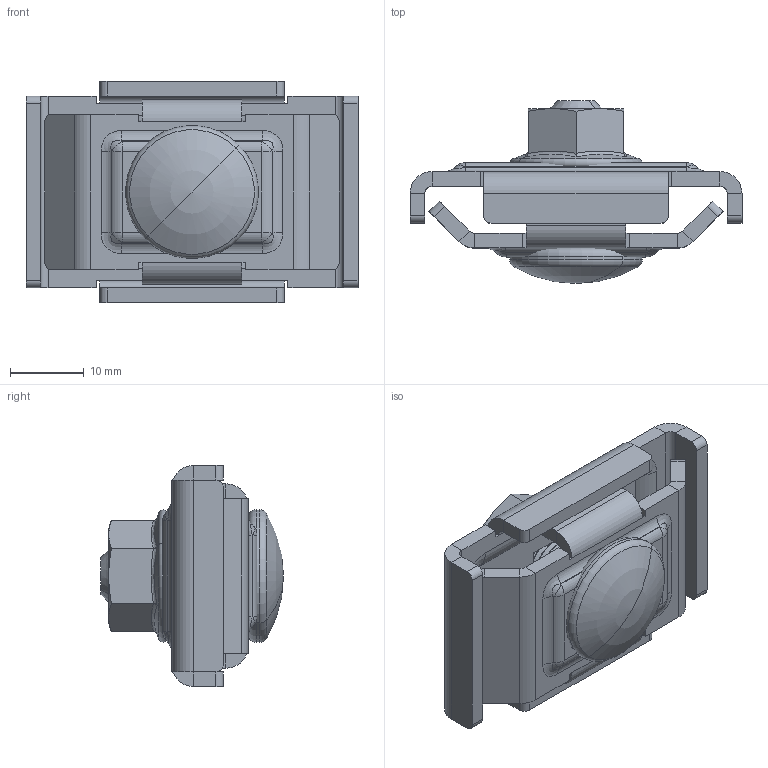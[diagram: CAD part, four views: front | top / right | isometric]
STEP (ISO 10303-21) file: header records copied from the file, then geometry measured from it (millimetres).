
FILE_DESCRIPTION((''),'2;1');
FILE_NAME('LACZNIK_ASM','2023-12-06T12:35:48',('tomas'),(''),'CREO PARAMETRIC BY PTC INC, 2023294','CREO PARAMETRIC BY PTC INC, 2023294','');
FILE_SCHEMA(('CONFIG_CONTROL_DESIGN'));
Length unit declared in the file: millimetre
Products named in the file (6): LACZNIK1; LACZNIK2; ISNBS0202; INHFA03; SGKM8X20_ASM; LACZNIK_ASM
Assembly tree (5 placements, depth 3):
  LACZNIK_ASM
    LACZNIK1
    LACZNIK2
    SGKM8X20_ASM
      ISNBS0202
      INHFA03
Bounding box: 45 x 24.8 x 30 mm (x, y, z)
Volume: 7967.3 mm3; surface area: 8374.5 mm2
Topology: 4 solids, 4 shells, 324 faces, 781 edges, 468 vertices
Faces by surface type: plane 126, cylinder 121, bspline 42, cone 17, sphere 10, torus 8
Entity records: 19456 total; most frequent: CARTESIAN_POINT 12271, ORIENTED_EDGE 1558, DIRECTION 1318, EDGE_CURVE 779, VERTEX_POINT 468, AXIS2_PLACEMENT_3D 458, VECTOR 402, LINE 402
